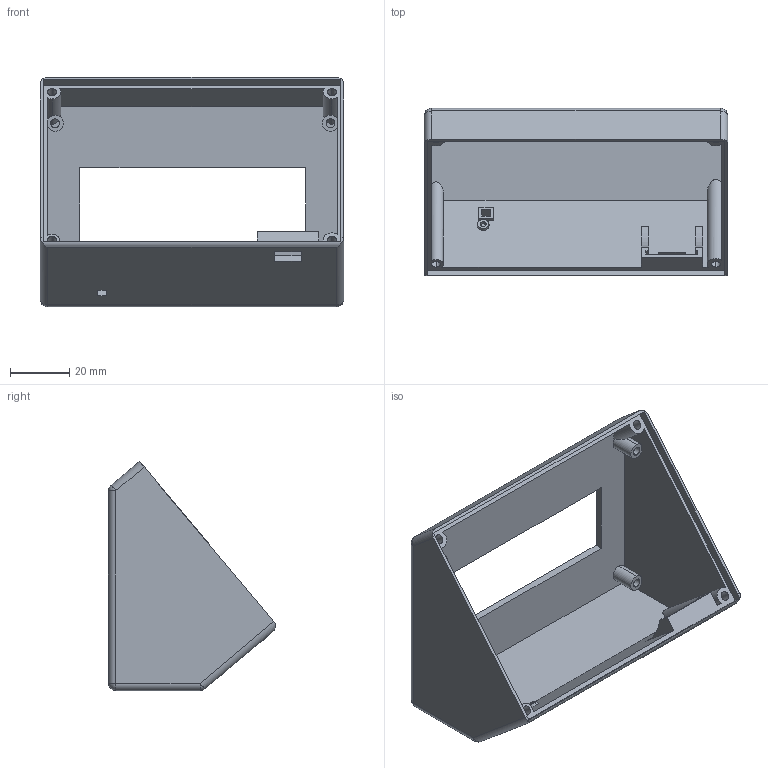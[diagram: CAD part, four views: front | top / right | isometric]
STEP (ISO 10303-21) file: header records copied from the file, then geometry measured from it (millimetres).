
FILE_DESCRIPTION (( 'STEP AP203' ), '1' );
FILE_NAME ('Main_body.STEP', '2025-09-21T10:07:08', ( '' ), ( '' ), 'SwSTEP 2.0', 'SolidWorks 2022', '' );
FILE_SCHEMA (( 'CONFIG_CONTROL_DESIGN' ));
Length unit declared in the file: millimetre
Products named in the file (1): Main_body
Bounding box: 102.5 x 56.41 x 77.45 mm (x, y, z)
Volume: 42481.6 mm3; surface area: 38084.6 mm2
Topology: 1 solids, 1 shells, 134 faces, 339 edges, 214 vertices
Faces by surface type: cylinder 64, plane 60, sphere 6, torus 4
Entity records: 4174 total; most frequent: CARTESIAN_POINT 886, DIRECTION 673, ORIENTED_EDGE 666, EDGE_CURVE 333, AXIS2_PLACEMENT_3D 241, VERTEX_POINT 214, LINE 191, VECTOR 191
